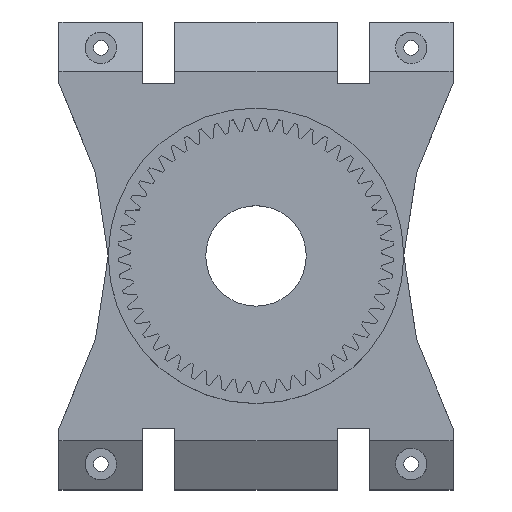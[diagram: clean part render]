
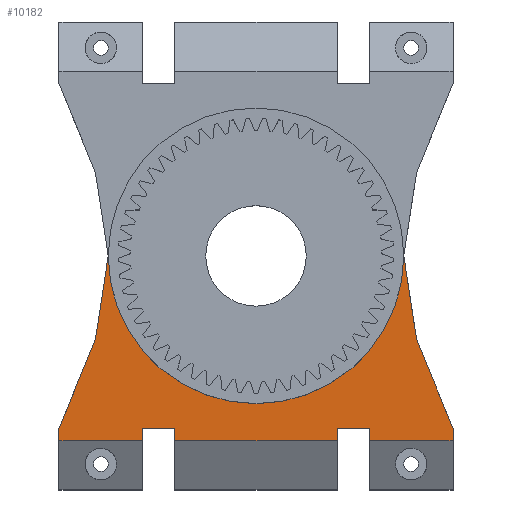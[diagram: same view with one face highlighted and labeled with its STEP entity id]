
A CAD part, top view. The second image highlights one B-rep face of the part: STEP entity #10182.
In plain terms, the highlighted planar face has unit normal (0, 0, 1).
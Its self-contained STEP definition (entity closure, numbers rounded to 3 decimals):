
#51 = LINE ( 'NONE', #11284, #11254 ) ;
#276 = ORIENTED_EDGE ( 'NONE', *, *, #6084, .F. ) ;
#365 = EDGE_CURVE ( 'NONE', #5976, #5199, #9590, .T. ) ;
#415 = VERTEX_POINT ( 'NONE', #4473 ) ;
#466 = DIRECTION ( 'NONE',  ( -1., 0., 0. ) ) ;
#476 = DIRECTION ( 'NONE',  ( 0., -1., 0. ) ) ;
#573 = CARTESIAN_POINT ( 'NONE',  ( 141., -5.344, -44.7 ) ) ;
#620 = DIRECTION ( 'NONE',  ( 1., 0., 0. ) ) ;
#634 = LINE ( 'NONE', #10265, #3276 ) ;
#866 = LINE ( 'NONE', #4360, #4201 ) ;
#1593 = ORIENTED_EDGE ( 'NONE', *, *, #2669, .T. ) ;
#1646 = CARTESIAN_POINT ( 'NONE',  ( 147.5, -5.344, -44.7 ) ) ;
#1802 = DIRECTION ( 'NONE',  ( 0., 1., 0. ) ) ;
#1814 = VECTOR ( 'NONE', #5918, 1000. ) ;
#1906 = DIRECTION ( 'NONE',  ( 0.152, 0.988, 0. ) ) ;
#2214 = VECTOR ( 'NONE', #6618, 1000. ) ;
#2218 = CARTESIAN_POINT ( 'NONE',  ( 124., -7.844, -44.7 ) ) ;
#2289 = CARTESIAN_POINT ( 'NONE',  ( 124., -5.344, -44.7 ) ) ;
#2379 = ORIENTED_EDGE ( 'NONE', *, *, #10617, .F. ) ;
#2438 = VERTEX_POINT ( 'NONE', #10600 ) ;
#2624 = DIRECTION ( 'NONE',  ( 1., 0., 0. ) ) ;
#2665 = CARTESIAN_POINT ( 'NONE',  ( 194., 29.656, -44.7 ) ) ;
#2669 = EDGE_CURVE ( 'NONE', #3333, #3636, #3406, .T. ) ;
#2727 = EDGE_CURVE ( 'NONE', #3333, #8184, #8864, .T. ) ;
#2792 = DIRECTION ( 'NONE',  ( 0., 1., 0. ) ) ;
#2851 = VECTOR ( 'NONE', #10240, 1000. ) ;
#2944 = VECTOR ( 'NONE', #1906, 1000. ) ;
#2949 = CIRCLE ( 'NONE', #6432, 30. ) ;
#2960 = VECTOR ( 'NONE', #11253, 1000. ) ;
#3119 = ORIENTED_EDGE ( 'NONE', *, *, #3922, .T. ) ;
#3211 = DIRECTION ( 'NONE',  ( 0., 1., 0. ) ) ;
#3214 = CARTESIAN_POINT ( 'NONE',  ( 147.5, -5.344, -44.7 ) ) ;
#3219 = EDGE_CURVE ( 'NONE', #415, #9808, #9539, .T. ) ;
#3229 = VECTOR ( 'NONE', #8099, 1000. ) ;
#3238 = CARTESIAN_POINT ( 'NONE',  ( 204., -7.844, -44.7 ) ) ;
#3275 = LINE ( 'NONE', #8396, #5700 ) ;
#3276 = VECTOR ( 'NONE', #3211, 1000. ) ;
#3333 = VERTEX_POINT ( 'NONE', #7356 ) ;
#3406 = LINE ( 'NONE', #3238, #2851 ) ;
#3445 = CARTESIAN_POINT ( 'NONE',  ( 134., 29.656, -44.7 ) ) ;
#3547 = ORIENTED_EDGE ( 'NONE', *, *, #6399, .T. ) ;
#3559 = CARTESIAN_POINT ( 'NONE',  ( 124.151, -34.425, -44.7 ) ) ;
#3568 = DIRECTION ( 'NONE',  ( 0., 0., 1. ) ) ;
#3636 = VERTEX_POINT ( 'NONE', #7399 ) ;
#3649 = LINE ( 'NONE', #8995, #8685 ) ;
#3922 = EDGE_CURVE ( 'NONE', #5199, #7251, #51, .T. ) ;
#3944 = CARTESIAN_POINT ( 'NONE',  ( 187., -7.844, -44.7 ) ) ;
#4007 = EDGE_CURVE ( 'NONE', #6452, #6161, #9677, .T. ) ;
#4073 = EDGE_CURVE ( 'NONE', #3636, #6519, #3649, .T. ) ;
#4189 = CARTESIAN_POINT ( 'NONE',  ( 204., -5.344, -44.7 ) ) ;
#4201 = VECTOR ( 'NONE', #10496, 1000. ) ;
#4226 = ORIENTED_EDGE ( 'NONE', *, *, #4928, .T. ) ;
#4288 = CARTESIAN_POINT ( 'NONE',  ( 0., 74.656, -44.7 ) ) ;
#4360 = CARTESIAN_POINT ( 'NONE',  ( 196.28, 14.824, -44.7 ) ) ;
#4392 = CARTESIAN_POINT ( 'NONE',  ( 187., -5.344, -44.7 ) ) ;
#4453 = DIRECTION ( 'NONE',  ( 1., 0., 0. ) ) ;
#4461 = VECTOR ( 'NONE', #7797, 1000. ) ;
#4473 = CARTESIAN_POINT ( 'NONE',  ( 131.389, 12.671, -44.7 ) ) ;
#4555 = VECTOR ( 'NONE', #466, 1000. ) ;
#4673 = ORIENTED_EDGE ( 'NONE', *, *, #5694, .F. ) ;
#4928 = EDGE_CURVE ( 'NONE', #7251, #6422, #634, .T. ) ;
#4949 = LINE ( 'NONE', #4189, #2214 ) ;
#4982 = EDGE_CURVE ( 'NONE', #6519, #6161, #5857, .T. ) ;
#5010 = CARTESIAN_POINT ( 'NONE',  ( 124., -5.344, -44.7 ) ) ;
#5199 = VERTEX_POINT ( 'NONE', #2218 ) ;
#5694 = EDGE_CURVE ( 'NONE', #5976, #415, #5875, .T. ) ;
#5700 = VECTOR ( 'NONE', #476, 1000. ) ;
#5857 = LINE ( 'NONE', #9581, #1814 ) ;
#5861 = CARTESIAN_POINT ( 'NONE',  ( 196.611, 12.671, -44.7 ) ) ;
#5875 = LINE ( 'NONE', #5010, #10596 ) ;
#5918 = DIRECTION ( 'NONE',  ( 1., 0., 0. ) ) ;
#5976 = VERTEX_POINT ( 'NONE', #2289 ) ;
#6021 = FACE_OUTER_BOUND ( 'NONE', #7378, .T. ) ;
#6084 = EDGE_CURVE ( 'NONE', #8184, #6422, #10960, .T. ) ;
#6141 = VERTEX_POINT ( 'NONE', #5861 ) ;
#6161 = VERTEX_POINT ( 'NONE', #8612 ) ;
#6195 = ORIENTED_EDGE ( 'NONE', *, *, #2727, .F. ) ;
#6399 = EDGE_CURVE ( 'NONE', #6452, #11319, #8158, .T. ) ;
#6422 = VERTEX_POINT ( 'NONE', #573 ) ;
#6432 = AXIS2_PLACEMENT_3D ( 'NONE', #11169, #3568, #620 ) ;
#6452 = VERTEX_POINT ( 'NONE', #3944 ) ;
#6519 = VERTEX_POINT ( 'NONE', #7581 ) ;
#6618 = DIRECTION ( 'NONE',  ( 0.38, -0.925, 0. ) ) ;
#6669 = ORIENTED_EDGE ( 'NONE', *, *, #4007, .F. ) ;
#7009 = ORIENTED_EDGE ( 'NONE', *, *, #3219, .F. ) ;
#7251 = VERTEX_POINT ( 'NONE', #7535 ) ;
#7289 = CARTESIAN_POINT ( 'NONE',  ( 204., -7.844, -44.7 ) ) ;
#7356 = CARTESIAN_POINT ( 'NONE',  ( 147.5, -7.844, -44.7 ) ) ;
#7378 = EDGE_LOOP ( 'NONE', ( #7009, #4673, #9692, #3119, #4226, #276, #6195, #1593, #8574, #10159, #6669, #3547, #9548, #10068, #8447, #2379 ) ) ;
#7399 = CARTESIAN_POINT ( 'NONE',  ( 180.5, -7.844, -44.7 ) ) ;
#7525 = AXIS2_PLACEMENT_3D ( 'NONE', #4288, #11179, #2624 ) ;
#7535 = CARTESIAN_POINT ( 'NONE',  ( 141., -7.844, -44.7 ) ) ;
#7581 = CARTESIAN_POINT ( 'NONE',  ( 180.5, -5.344, -44.7 ) ) ;
#7648 = CARTESIAN_POINT ( 'NONE',  ( 124., 72.156, -44.7 ) ) ;
#7797 = DIRECTION ( 'NONE',  ( 0., 1., 0. ) ) ;
#8099 = DIRECTION ( 'NONE',  ( 1., 0., 0. ) ) ;
#8158 = LINE ( 'NONE', #7289, #3229 ) ;
#8184 = VERTEX_POINT ( 'NONE', #1646 ) ;
#8317 = VERTEX_POINT ( 'NONE', #2665 ) ;
#8396 = CARTESIAN_POINT ( 'NONE',  ( 204., 72.156, -44.7 ) ) ;
#8447 = ORIENTED_EDGE ( 'NONE', *, *, #9824, .T. ) ;
#8515 = DIRECTION ( 'NONE',  ( 0.38, 0.925, 0. ) ) ;
#8574 = ORIENTED_EDGE ( 'NONE', *, *, #4073, .T. ) ;
#8612 = CARTESIAN_POINT ( 'NONE',  ( 187., -5.344, -44.7 ) ) ;
#8685 = VECTOR ( 'NONE', #2792, 1000. ) ;
#8864 = LINE ( 'NONE', #9659, #8904 ) ;
#8904 = VECTOR ( 'NONE', #1802, 1000. ) ;
#8995 = CARTESIAN_POINT ( 'NONE',  ( 180.5, -5.344, -44.7 ) ) ;
#9539 = LINE ( 'NONE', #3559, #2944 ) ;
#9548 = ORIENTED_EDGE ( 'NONE', *, *, #10813, .F. ) ;
#9581 = CARTESIAN_POINT ( 'NONE',  ( 180.5, -5.344, -44.7 ) ) ;
#9590 = LINE ( 'NONE', #7648, #2960 ) ;
#9659 = CARTESIAN_POINT ( 'NONE',  ( 147.5, -5.344, -44.7 ) ) ;
#9677 = LINE ( 'NONE', #4392, #4461 ) ;
#9692 = ORIENTED_EDGE ( 'NONE', *, *, #365, .T. ) ;
#9808 = VERTEX_POINT ( 'NONE', #3445 ) ;
#9824 = EDGE_CURVE ( 'NONE', #6141, #8317, #866, .T. ) ;
#10068 = ORIENTED_EDGE ( 'NONE', *, *, #10830, .F. ) ;
#10159 = ORIENTED_EDGE ( 'NONE', *, *, #4982, .T. ) ;
#10182 = ADVANCED_FACE ( 'NONE', ( #6021 ), #10484, .F. ) ;
#10240 = DIRECTION ( 'NONE',  ( 1., 0., 0. ) ) ;
#10265 = CARTESIAN_POINT ( 'NONE',  ( 141., -5.344, -44.7 ) ) ;
#10319 = CARTESIAN_POINT ( 'NONE',  ( 204., -7.844, -44.7 ) ) ;
#10484 = PLANE ( 'NONE',  #7525 ) ;
#10496 = DIRECTION ( 'NONE',  ( -0.152, 0.988, 0. ) ) ;
#10596 = VECTOR ( 'NONE', #8515, 1000. ) ;
#10600 = CARTESIAN_POINT ( 'NONE',  ( 204., -5.344, -44.7 ) ) ;
#10617 = EDGE_CURVE ( 'NONE', #9808, #8317, #2949, .T. ) ;
#10813 = EDGE_CURVE ( 'NONE', #2438, #11319, #3275, .T. ) ;
#10830 = EDGE_CURVE ( 'NONE', #6141, #2438, #4949, .T. ) ;
#10960 = LINE ( 'NONE', #3214, #4555 ) ;
#11169 = CARTESIAN_POINT ( 'NONE',  ( 164., 29.656, -44.7 ) ) ;
#11179 = DIRECTION ( 'NONE',  ( 0., 0., -1. ) ) ;
#11253 = DIRECTION ( 'NONE',  ( 0., -1., 0. ) ) ;
#11254 = VECTOR ( 'NONE', #4453, 1000. ) ;
#11284 = CARTESIAN_POINT ( 'NONE',  ( 204., -7.844, -44.7 ) ) ;
#11319 = VERTEX_POINT ( 'NONE', #10319 ) ;
